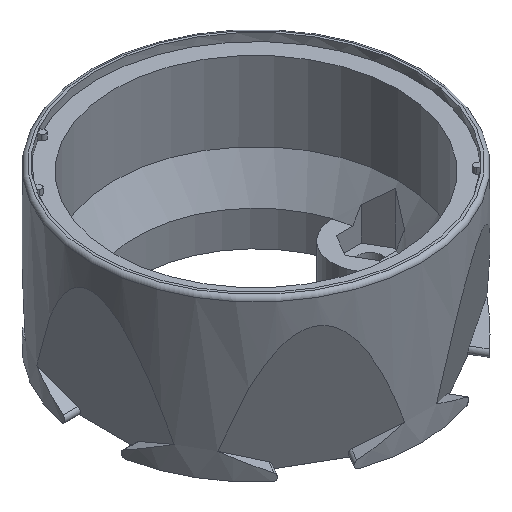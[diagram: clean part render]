
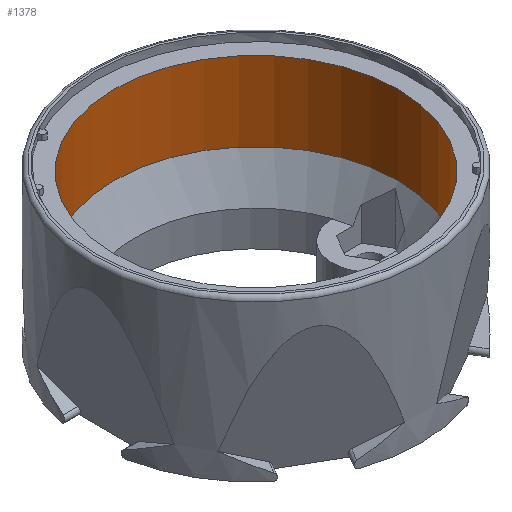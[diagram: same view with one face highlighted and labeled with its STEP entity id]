
A CAD part, isometric view. The second image highlights one B-rep face of the part: STEP entity #1378.
In plain terms, the highlighted cylindrical face has radius 18.05 mm (diameter 36.1 mm), a full revolution.
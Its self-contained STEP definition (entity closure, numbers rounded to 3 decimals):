
#111=CIRCLE('',#1517,18.05);
#112=CIRCLE('',#1526,18.05);
#169=FACE_OUTER_BOUND('',#247,.T.);
#247=EDGE_LOOP('',(#1184,#1185,#1186,#1187));
#386=LINE('',#2546,#495);
#495=VECTOR('',#1883,18.05);
#641=VERTEX_POINT('',#2444);
#642=VERTEX_POINT('',#2456);
#823=EDGE_CURVE('',#641,#641,#111,.T.);
#826=EDGE_CURVE('',#642,#642,#112,.T.);
#857=EDGE_CURVE('',#641,#642,#386,.T.);
#1184=ORIENTED_EDGE('',*,*,#823,.T.);
#1185=ORIENTED_EDGE('',*,*,#857,.T.);
#1186=ORIENTED_EDGE('',*,*,#826,.F.);
#1187=ORIENTED_EDGE('',*,*,#857,.F.);
#1324=CYLINDRICAL_SURFACE('',#1537,18.05);
#1378=ADVANCED_FACE('',(#169),#1324,.F.);
#1517=AXIS2_PLACEMENT_3D('',#2445,#1830,#1831);
#1526=AXIS2_PLACEMENT_3D('',#2457,#1850,#1851);
#1537=AXIS2_PLACEMENT_3D('',#2545,#1881,#1882);
#1830=DIRECTION('center_axis',(0.,0.,
1.));
#1831=DIRECTION('ref_axis',(-1.,0.,0.));
#1850=DIRECTION('center_axis',(0.,0.,
1.));
#1851=DIRECTION('ref_axis',(-1.,0.,0.));
#1881=DIRECTION('center_axis',(0.,0.,
1.));
#1882=DIRECTION('ref_axis',(-1.,0.,0.));
#1883=DIRECTION('',(0.,0.,-1.));
#2444=CARTESIAN_POINT('',(18.08,-24.652,26.378));
#2445=CARTESIAN_POINT('Origin',(0.03,-24.652,26.378));
#2456=CARTESIAN_POINT('',(18.08,-24.647,16.35));
#2457=CARTESIAN_POINT('Origin',(0.03,-24.647,16.35));
#2545=CARTESIAN_POINT('Origin',(0.03,-24.647,14.471));
#2546=CARTESIAN_POINT('',(18.08,-24.647,14.471));
